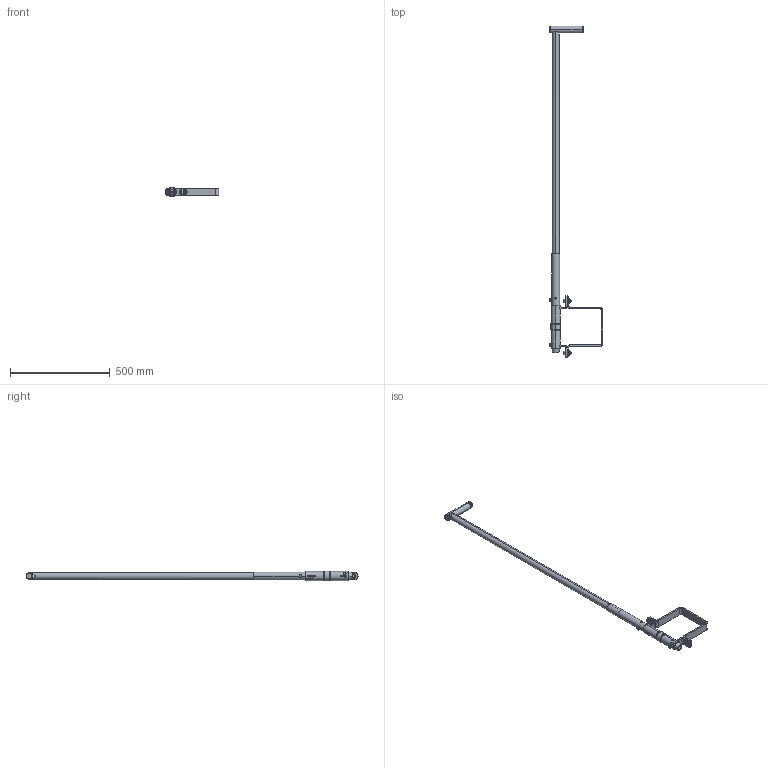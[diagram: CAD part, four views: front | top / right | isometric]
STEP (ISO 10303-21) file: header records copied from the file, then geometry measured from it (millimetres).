
FILE_DESCRIPTION (( 'STEP AP203' ), '1' );
FILE_NAME ('0502000000.STEP', '2024-07-02T13:04:26', ( '' ), ( '' ), 'SwSTEP 2.0', 'SolidWorks 2022', '' );
FILE_SCHEMA (( 'CONFIG_CONTROL_DESIGN' ));
Length unit declared in the file: metre
Products named in the file (1): 0502000000
Bounding box: 269.98 x 1661.19 x 48 mm (x, y, z)
Volume: 808778.8 mm3; surface area: 536274.8 mm2
Topology: 19 solids, 19 shells, 434 faces, 974 edges, 582 vertices
Faces by surface type: plane 164, cylinder 138, cone 104, torus 28
Entity records: 13707 total; most frequent: CARTESIAN_POINT 4027, DIRECTION 2054, ORIENTED_EDGE 1924, EDGE_CURVE 962, AXIS2_PLACEMENT_3D 823, VERTEX_POINT 582, EDGE_LOOP 494, ADVANCED_FACE 434
